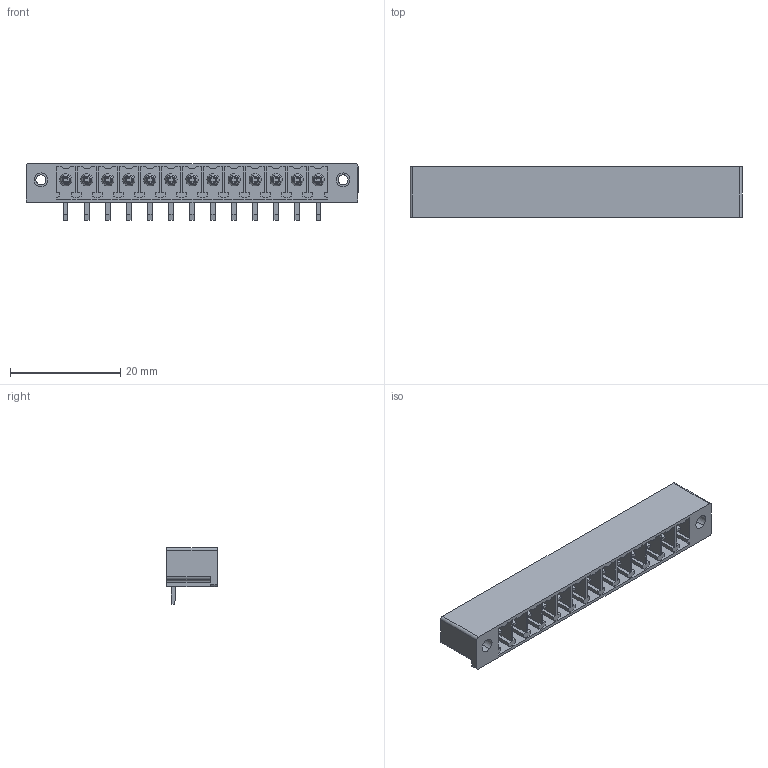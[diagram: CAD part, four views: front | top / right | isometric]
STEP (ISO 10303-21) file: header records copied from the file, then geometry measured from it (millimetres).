
FILE_DESCRIPTION(('CATIA V5 STEP Exchange','CAx-IF Rec.Pracs.--- Model Styling and Organization---1.2---2011-12-15'),'2;1');
FILE_NAME ('D1447446_0', '2018-10-12T04:38:29+00:00', ('none'), ('Weidmueller'), 'CATIA Version 5-6 Release 2014', 'CATIA V5 STEP AP214', 'none');
FILE_SCHEMA(('AUTOMOTIVE_DESIGN { 1 0 10303 214 1 1 1 1 }'));
Length unit declared in the file: millimetre
Products named in the file (1): 1038170000
Bounding box: 60.12 x 9.2 x 10.3 mm (x, y, z)
Volume: 1863.2 mm3; surface area: 5191.9 mm2
Topology: 14 solids, 14 shells, 857 faces, 2373 edges, 1572 vertices
Faces by surface type: plane 746, cylinder 55, cone 30, torus 26
Entity records: 24963 total; most frequent: ORIENTED_EDGE 4746, CARTESIAN_POINT 4435, DIRECTION 3351, EDGE_CURVE 2373, VECTOR 2155, LINE 2155, VERTEX_POINT 1572, EDGE_LOOP 915
